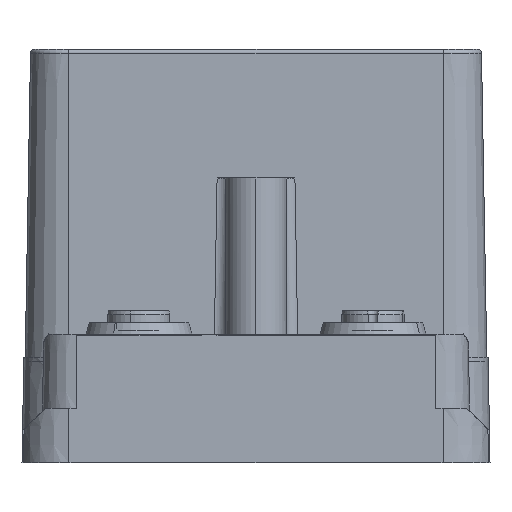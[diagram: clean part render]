
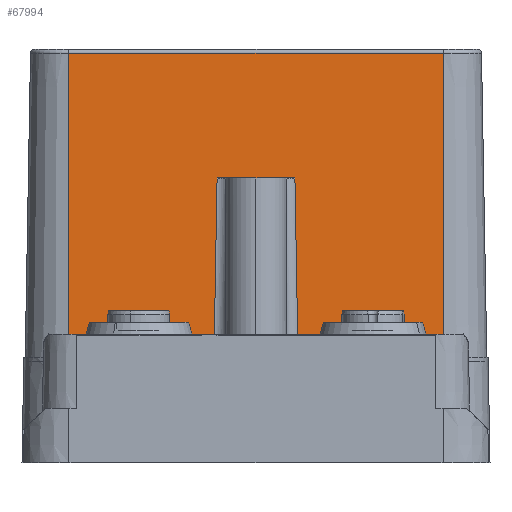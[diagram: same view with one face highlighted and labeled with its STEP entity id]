
A CAD part, front view. The second image highlights one B-rep face of the part: STEP entity #67994.
In plain terms, the highlighted planar face has unit normal (0, -1, 0.018).
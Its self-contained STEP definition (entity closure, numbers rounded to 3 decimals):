
#67939=AXIS2_PLACEMENT_3D('Plane Axis2P3D',#67936,#67937,#67938) ;
#67170=CARTESIAN_POINT('Vertex',(53.929,80.6,13.)) ;
#67173=CARTESIAN_POINT('Line Origine',(44.629,80.6,13.)) ;
#67177=CARTESIAN_POINT('Vertex',(35.329,80.6,13.)) ;
#67243=CARTESIAN_POINT('Vertex',(24.529,80.6,13.)) ;
#67246=CARTESIAN_POINT('Line Origine',(15.229,80.6,13.)) ;
#67250=CARTESIAN_POINT('Vertex',(5.929,80.6,13.)) ;
#67921=CARTESIAN_POINT('Vertex',(53.929,81.29,52.509)) ;
#67924=CARTESIAN_POINT('Line Origine',(53.929,80.949,33.)) ;
#67936=CARTESIAN_POINT('Axis2P3D Location',(59.529,80.6,13.)) ;
#67941=CARTESIAN_POINT('Line Origine',(29.929,81.29,52.509)) ;
#67945=CARTESIAN_POINT('Vertex',(5.929,81.29,52.509)) ;
#67948=CARTESIAN_POINT('Line Origine',(5.929,80.949,33.)) ;
#67954=CARTESIAN_POINT('Control Point',(24.939,81.01,36.5)) ;
#67955=CARTESIAN_POINT('Control Point',(24.529,80.6,13.)) ;
#67956=CARTESIAN_POINT('Vertex',(24.939,81.01,36.5)) ;
#67960=CARTESIAN_POINT('Control Point',(26.439,81.01,36.5)) ;
#67961=CARTESIAN_POINT('Control Point',(24.939,81.01,36.5)) ;
#67962=CARTESIAN_POINT('Vertex',(26.439,81.01,36.5)) ;
#67965=CARTESIAN_POINT('Line Origine',(29.929,81.01,36.5)) ;
#67969=CARTESIAN_POINT('Vertex',(33.419,81.01,36.5)) ;
#67973=CARTESIAN_POINT('Control Point',(34.919,81.01,36.5)) ;
#67974=CARTESIAN_POINT('Control Point',(33.419,81.01,36.5)) ;
#67975=CARTESIAN_POINT('Vertex',(34.919,81.01,36.5)) ;
#67979=CARTESIAN_POINT('Control Point',(34.919,81.01,36.5)) ;
#67980=CARTESIAN_POINT('Control Point',(35.329,80.6,13.)) ;
#67174=DIRECTION('Vector Direction',(-1.,0.,0.)) ;
#67247=DIRECTION('Vector Direction',(-1.,0.,0.)) ;
#67925=DIRECTION('Vector Direction',(0.,-0.017,-1.)) ;
#67937=DIRECTION('Axis2P3D Direction',(0.,-1.,0.017)) ;
#67938=DIRECTION('Axis2P3D XDirection',(-1.,0.,0.)) ;
#67942=DIRECTION('Vector Direction',(-1.,0.,0.)) ;
#67949=DIRECTION('Vector Direction',(0.,-0.017,-1.)) ;
#67966=DIRECTION('Vector Direction',(-1.,0.,0.)) ;
#67175=VECTOR('Line Direction',#67174,1.) ;
#67248=VECTOR('Line Direction',#67247,1.) ;
#67926=VECTOR('Line Direction',#67925,1.) ;
#67943=VECTOR('Line Direction',#67942,1.) ;
#67950=VECTOR('Line Direction',#67949,1.) ;
#67967=VECTOR('Line Direction',#67966,1.) ;
#67983=ORIENTED_EDGE('',*,*,#67179,.F.) ;
#67984=ORIENTED_EDGE('',*,*,#67928,.T.) ;
#67985=ORIENTED_EDGE('',*,*,#67947,.F.) ;
#67986=ORIENTED_EDGE('',*,*,#67952,.F.) ;
#67987=ORIENTED_EDGE('',*,*,#67252,.F.) ;
#67988=ORIENTED_EDGE('',*,*,#67958,.F.) ;
#67989=ORIENTED_EDGE('',*,*,#67964,.T.) ;
#67990=ORIENTED_EDGE('',*,*,#67971,.T.) ;
#67991=ORIENTED_EDGE('',*,*,#67977,.T.) ;
#67992=ORIENTED_EDGE('',*,*,#67981,.T.) ;
#67994=ADVANCED_FACE('327588.1\\433082_Anschlusshaube-MH-SK/FK.1\\427573.1\\Haube hoch Metall',(#67993),#67940,.T.) ;
#67953=B_SPLINE_CURVE_WITH_KNOTS('',1,(#67954,#67955),.UNSPECIFIED.,.F.,.U.,(2,2),(-3.747,19.76),.UNSPECIFIED.) ;
#67959=B_SPLINE_CURVE_WITH_KNOTS('',1,(#67960,#67961),.UNSPECIFIED.,.F.,.U.,(2,2),(-0.75,0.75),.UNSPECIFIED.) ;
#67972=B_SPLINE_CURVE_WITH_KNOTS('',1,(#67973,#67974),.UNSPECIFIED.,.F.,.U.,(2,2),(-0.75,0.75),.UNSPECIFIED.) ;
#67978=B_SPLINE_CURVE_WITH_KNOTS('',1,(#67979,#67980),.UNSPECIFIED.,.F.,.U.,(2,2),(-3.747,19.76),.UNSPECIFIED.) ;
#67179=EDGE_CURVE('',#67171,#67178,#67176,.T.) ;
#67252=EDGE_CURVE('',#67244,#67251,#67249,.T.) ;
#67928=EDGE_CURVE('',#67171,#67922,#67927,.F.) ;
#67947=EDGE_CURVE('',#67946,#67922,#67944,.F.) ;
#67952=EDGE_CURVE('',#67251,#67946,#67951,.F.) ;
#67958=EDGE_CURVE('',#67957,#67244,#67953,.T.) ;
#67964=EDGE_CURVE('',#67957,#67963,#67959,.F.) ;
#67971=EDGE_CURVE('',#67963,#67970,#67968,.F.) ;
#67977=EDGE_CURVE('',#67970,#67976,#67972,.F.) ;
#67981=EDGE_CURVE('',#67976,#67178,#67978,.T.) ;
#67982=EDGE_LOOP('',(#67983,#67984,#67985,#67986,#67987,#67988,#67989,#67990,#67991,#67992)) ;
#67993=FACE_OUTER_BOUND('',#67982,.T.) ;
#67176=LINE('Line',#67173,#67175) ;
#67249=LINE('Line',#67246,#67248) ;
#67927=LINE('Line',#67924,#67926) ;
#67944=LINE('Line',#67941,#67943) ;
#67951=LINE('Line',#67948,#67950) ;
#67968=LINE('Line',#67965,#67967) ;
#67940=PLANE('',#67939) ;
#67171=VERTEX_POINT('',#67170) ;
#67178=VERTEX_POINT('',#67177) ;
#67244=VERTEX_POINT('',#67243) ;
#67251=VERTEX_POINT('',#67250) ;
#67922=VERTEX_POINT('',#67921) ;
#67946=VERTEX_POINT('',#67945) ;
#67957=VERTEX_POINT('',#67956) ;
#67963=VERTEX_POINT('',#67962) ;
#67970=VERTEX_POINT('',#67969) ;
#67976=VERTEX_POINT('',#67975) ;
